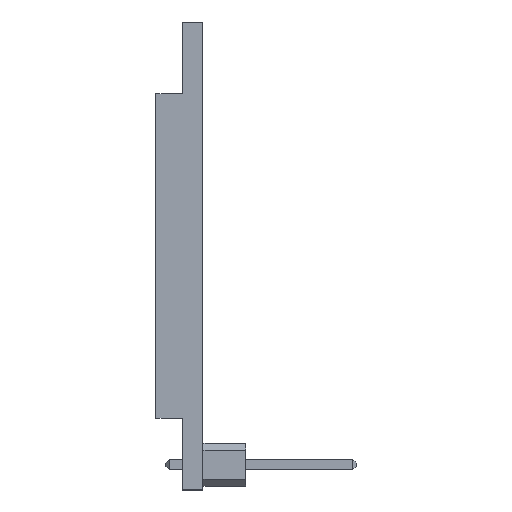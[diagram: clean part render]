
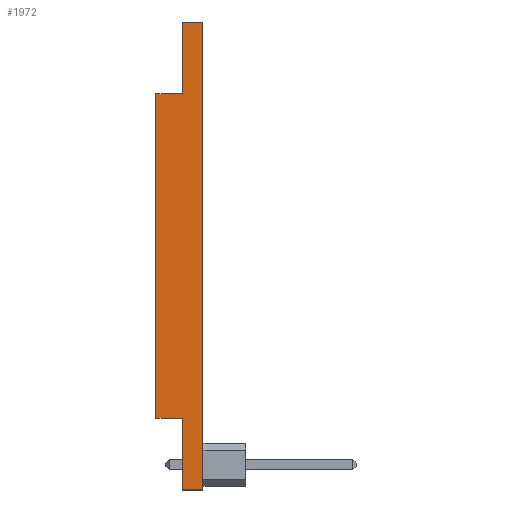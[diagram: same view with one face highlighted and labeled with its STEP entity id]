
A CAD part, left-side view. The second image highlights one B-rep face of the part: STEP entity #1972.
In plain terms, the highlighted planar face has unit normal (-1, 0, 0).
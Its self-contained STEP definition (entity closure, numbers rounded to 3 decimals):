
#190=FACE_OUTER_BOUND('',#306,.T.);
#306=EDGE_LOOP('',(#1613,#1614,#1615,#1616,#1617,#1618,#1619,#1620));
#476=LINE('',#2910,#722);
#493=LINE('',#2976,#739);
#537=LINE('',#3062,#783);
#538=LINE('',#3065,#784);
#539=LINE('',#3066,#785);
#540=LINE('',#3068,#786);
#541=LINE('',#3070,#787);
#542=LINE('',#3071,#788);
#722=VECTOR('',#2396,1000.);
#739=VECTOR('',#2463,1000.);
#783=VECTOR('',#2519,1000.);
#784=VECTOR('',#2522,1000.);
#785=VECTOR('',#2523,1000.);
#786=VECTOR('',#2524,1000.);
#787=VECTOR('',#2525,1000.);
#788=VECTOR('',#2526,1000.);
#918=VERTEX_POINT('',#2907);
#919=VERTEX_POINT('',#2909);
#942=VERTEX_POINT('',#2973);
#943=VERTEX_POINT('',#2975);
#979=VERTEX_POINT('',#3060);
#980=VERTEX_POINT('',#3064);
#981=VERTEX_POINT('',#3067);
#982=VERTEX_POINT('',#3069);
#1132=EDGE_CURVE('',#918,#919,#476,.T.);
#1165=EDGE_CURVE('',#943,#942,#493,.T.);
#1209=EDGE_CURVE('',#942,#979,#537,.T.);
#1210=EDGE_CURVE('',#980,#979,#538,.T.);
#1211=EDGE_CURVE('',#980,#919,#539,.T.);
#1212=EDGE_CURVE('',#918,#981,#540,.T.);
#1213=EDGE_CURVE('',#982,#981,#541,.T.);
#1214=EDGE_CURVE('',#943,#982,#542,.T.);
#1613=ORIENTED_EDGE('',*,*,#1209,.T.);
#1614=ORIENTED_EDGE('',*,*,#1210,.F.);
#1615=ORIENTED_EDGE('',*,*,#1211,.T.);
#1616=ORIENTED_EDGE('',*,*,#1132,.F.);
#1617=ORIENTED_EDGE('',*,*,#1212,.T.);
#1618=ORIENTED_EDGE('',*,*,#1213,.F.);
#1619=ORIENTED_EDGE('',*,*,#1214,.F.);
#1620=ORIENTED_EDGE('',*,*,#1165,.T.);
#1862=PLANE('',#2116);
#1972=ADVANCED_FACE('',(#190),#1862,.F.);
#2116=AXIS2_PLACEMENT_3D('',#3063,#2520,#2521);
#2396=DIRECTION('',(0.,0.,1.));
#2463=DIRECTION('',(0.,0.,1.));
#2519=DIRECTION('',(0.,1.,0.));
#2520=DIRECTION('center_axis',(1.,0.,0.));
#2521=DIRECTION('ref_axis',(0.,0.,-1.));
#2522=DIRECTION('',(0.,0.,1.));
#2523=DIRECTION('',(0.,1.,0.));
#2524=DIRECTION('',(0.,-1.,0.));
#2525=DIRECTION('',(0.,0.,1.));
#2526=DIRECTION('',(0.,1.,0.));
#2907=CARTESIAN_POINT('',(-13.65,2.8,4.266));
#2909=CARTESIAN_POINT('',(-13.65,2.8,23.534));
#2910=CARTESIAN_POINT('',(-13.65,2.8,0.));
#2973=CARTESIAN_POINT('',(-13.65,0.,27.8));
#2975=CARTESIAN_POINT('',(-13.65,0.,0.));
#2976=CARTESIAN_POINT('',(-13.65,0.,0.));
#3060=CARTESIAN_POINT('',(-13.65,1.2,27.8));
#3062=CARTESIAN_POINT('',(-13.65,1.2,27.8));
#3063=CARTESIAN_POINT('Origin',(-13.65,1.2,0.));
#3064=CARTESIAN_POINT('',(-13.65,1.2,23.534));
#3065=CARTESIAN_POINT('',(-13.65,1.2,0.));
#3066=CARTESIAN_POINT('',(-13.65,2.6,23.534));
#3067=CARTESIAN_POINT('',(-13.65,1.2,4.266));
#3068=CARTESIAN_POINT('',(-13.65,2.6,4.266));
#3069=CARTESIAN_POINT('',(-13.65,1.2,0.));
#3070=CARTESIAN_POINT('',(-13.65,1.2,0.));
#3071=CARTESIAN_POINT('',(-13.65,1.2,0.));
